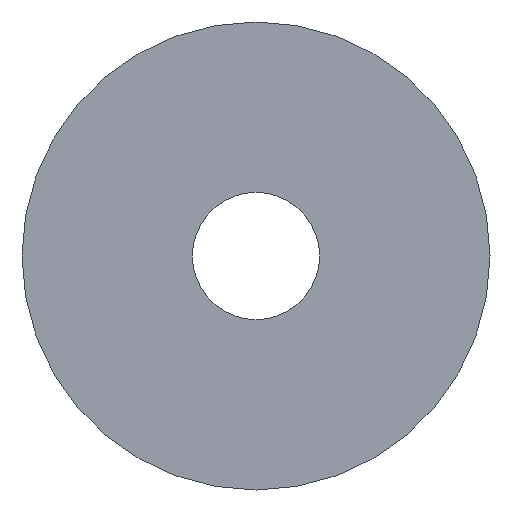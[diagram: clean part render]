
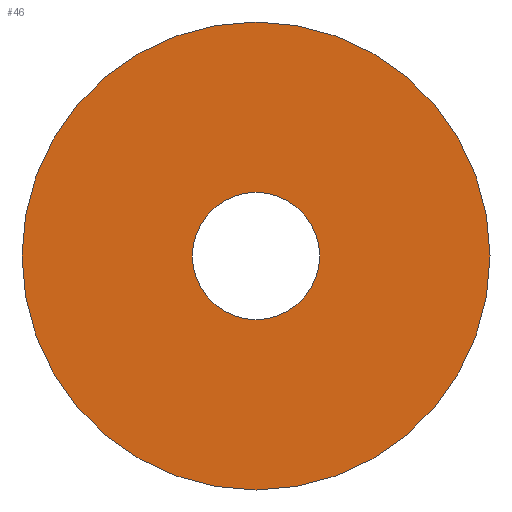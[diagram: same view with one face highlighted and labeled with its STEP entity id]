
A CAD part, front view. The second image highlights one B-rep face of the part: STEP entity #46.
In plain terms, the highlighted planar face has unit normal (0, -1, 0).
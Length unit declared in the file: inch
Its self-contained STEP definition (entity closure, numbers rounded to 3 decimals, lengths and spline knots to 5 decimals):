
#1 = VERTEX_POINT ( 'NONE', #77 ) ;
#2 = VERTEX_POINT ( 'NONE', #76 ) ;
#24 = EDGE_CURVE ( 'NONE', #81, #26, #159, .T. ) ;
#26 = VERTEX_POINT ( 'NONE', #155 ) ;
#27 = ORIENTED_EDGE ( 'NONE', *, *, #63, .F. ) ;
#46 = ADVANCED_FACE ( 'NONE', ( #125, #124 ), #189, .F. ) ;
#47 = EDGE_LOOP ( 'NONE', ( #48, #50 ) ) ;
#48 = ORIENTED_EDGE ( 'NONE', *, *, #49, .F. ) ;
#49 = EDGE_CURVE ( 'NONE', #26, #81, #184, .T. ) ;
#50 = ORIENTED_EDGE ( 'NONE', *, *, #24, .F. ) ;
#51 = EDGE_LOOP ( 'NONE', ( #92, #27 ) ) ;
#52 = EDGE_CURVE ( 'NONE', #1, #2, #179, .T. ) ;
#63 = EDGE_CURVE ( 'NONE', #2, #1, #217, .T. ) ;
#76 = CARTESIAN_POINT ( 'NONE',  ( 0., -0.0625, 0.3125 ) ) ;
#77 = CARTESIAN_POINT ( 'NONE',  ( 0., -0.0625, -0.3125 ) ) ;
#81 = VERTEX_POINT ( 'NONE', #206 ) ;
#92 = ORIENTED_EDGE ( 'NONE', *, *, #52, .F. ) ;
#97 = CARTESIAN_POINT ( 'NONE',  ( 0., -0.0625, 0. ) ) ;
#124 = FACE_OUTER_BOUND ( 'NONE', #51, .T. ) ;
#125 = FACE_BOUND ( 'NONE', #47, .T. ) ;
#155 = CARTESIAN_POINT ( 'NONE',  ( 0., -0.0625, -0.085 ) ) ;
#156 = DIRECTION ( 'NONE',  ( 0., 0., -1. ) ) ;
#157 = DIRECTION ( 'NONE',  ( 0., -1., 0. ) ) ;
#158 = AXIS2_PLACEMENT_3D ( 'NONE', #97, #157, #156 ) ;
#159 = CIRCLE ( 'NONE', #158, 0.085 ) ;
#175 = DIRECTION ( 'NONE',  ( 0., 0., 1. ) ) ;
#176 = DIRECTION ( 'NONE',  ( 0., 1., 0. ) ) ;
#177 = CARTESIAN_POINT ( 'NONE',  ( 0., -0.0625, 0. ) ) ;
#178 = AXIS2_PLACEMENT_3D ( 'NONE', #177, #176, #175 ) ;
#179 = CIRCLE ( 'NONE', #178, 0.3125 ) ;
#180 = DIRECTION ( 'NONE',  ( 0., 0., -1. ) ) ;
#181 = DIRECTION ( 'NONE',  ( 0., -1., 0. ) ) ;
#182 = CARTESIAN_POINT ( 'NONE',  ( 0., -0.0625, 0. ) ) ;
#183 = AXIS2_PLACEMENT_3D ( 'NONE', #182, #181, #180 ) ;
#184 = CIRCLE ( 'NONE', #183, 0.085 ) ;
#185 = DIRECTION ( 'NONE',  ( 0., 0., 1. ) ) ;
#186 = DIRECTION ( 'NONE',  ( 0., 1., 0. ) ) ;
#187 = CARTESIAN_POINT ( 'NONE',  ( 0., -0.0625, 0. ) ) ;
#188 = AXIS2_PLACEMENT_3D ( 'NONE', #187, #186, #185 ) ;
#189 = PLANE ( 'NONE',  #188 ) ;
#206 = CARTESIAN_POINT ( 'NONE',  ( 0., -0.0625, 0.085 ) ) ;
#213 = DIRECTION ( 'NONE',  ( 0., 0., 1. ) ) ;
#214 = DIRECTION ( 'NONE',  ( 0., 1., 0. ) ) ;
#215 = CARTESIAN_POINT ( 'NONE',  ( 0., -0.0625, 0. ) ) ;
#216 = AXIS2_PLACEMENT_3D ( 'NONE', #215, #214, #213 ) ;
#217 = CIRCLE ( 'NONE', #216, 0.3125 ) ;
